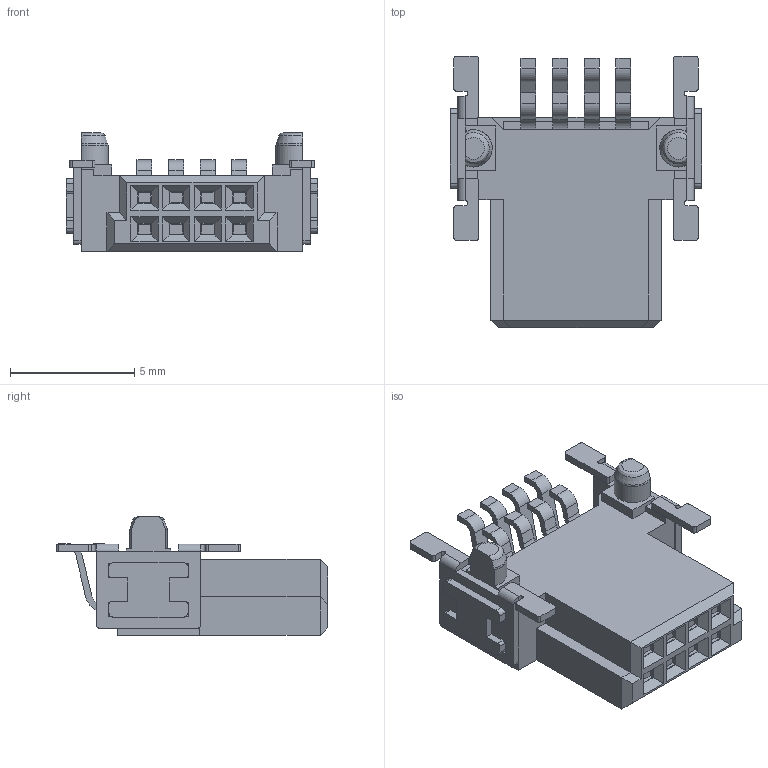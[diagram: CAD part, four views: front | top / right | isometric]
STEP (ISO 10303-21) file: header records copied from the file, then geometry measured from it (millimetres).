
FILE_DESCRIPTION(/* description */ (''),/* implementation_level */ '2;1');
FILE_NAME(/* name */ '100211140ugm000_b.stp',/* time_stamp */ '2013-10-03T15:34:22+02:00',/* author */ (''),/* organization */ (''),/* preprocessor_version */ 'ST-DEVELOPER v15',/* originating_system */ 'SIEMENS PLM Software NX 8.5',/* authorisation */ '');
FILE_SCHEMA (('AUTOMOTIVE_DESIGN { 1 0 10303 214 3 1 1 1 }'));
Length unit declared in the file: millimetre
Products named in the file (1): 100211140ugm000_b
Bounding box: 10.12 x 10.9 x 4.77 mm (x, y, z)
Volume: 190.9 mm3; surface area: 446.1 mm2
Topology: 1 solids, 1 shells, 458 faces, 1300 edges, 858 vertices
Faces by surface type: plane 358, cylinder 94, bspline 4, cone 2
Entity records: 16999 total; most frequent: CARTESIAN_POINT 3077, ORIENTED_EDGE 2600, DIRECTION 2318, EDGE_CURVE 1300, LINE 936, VECTOR 936, VERTEX_POINT 858, AXIS2_PLACEMENT_3D 691
